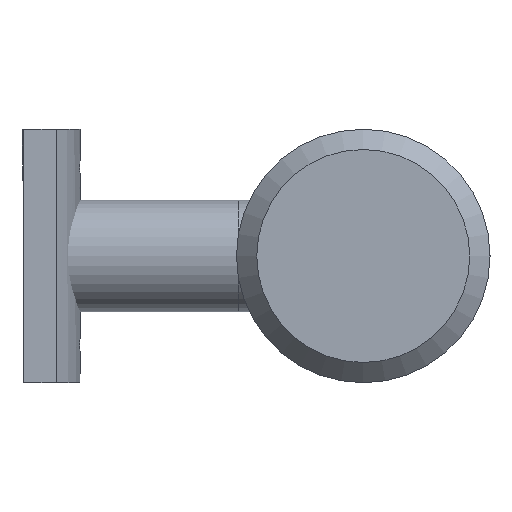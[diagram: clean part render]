
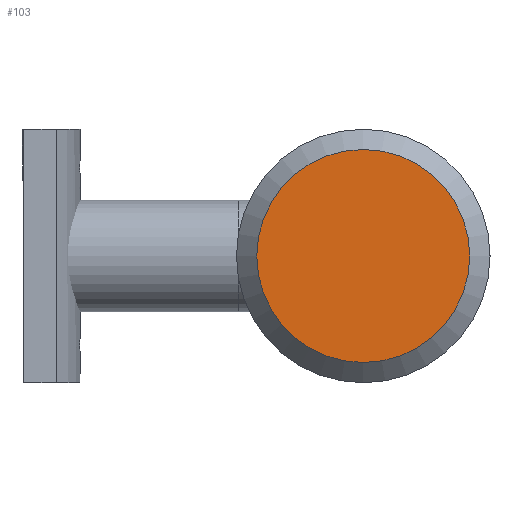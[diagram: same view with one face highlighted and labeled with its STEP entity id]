
A CAD part, left-side view. The second image highlights one B-rep face of the part: STEP entity #103.
In plain terms, the highlighted planar face has unit normal (-1, 0, 0).
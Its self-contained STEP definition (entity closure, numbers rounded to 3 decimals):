
#80=PLANE('',#351);
#88=FACE_OUTER_BOUND('',#173,.T.);
#103=ADVANCED_FACE('',(#88),#80,.T.);
#173=EDGE_LOOP('',(#212));
#212=ORIENTED_EDGE('',*,*,#294,.T.);
#268=VERTEX_POINT('',#492);
#294=EDGE_CURVE('',#268,#268,#325,.T.);
#325=CIRCLE('',#350,21.);
#350=AXIS2_PLACEMENT_3D('',#491,#409,#410);
#351=AXIS2_PLACEMENT_3D('',#493,#411,#412);
#409=DIRECTION('',(-1.,0.,0.));
#410=DIRECTION('',(0.,0.,1.));
#411=DIRECTION('',(-1.,0.,0.));
#412=DIRECTION('',(0.,0.,1.));
#491=CARTESIAN_POINT('',(-30.,0.,0.));
#492=CARTESIAN_POINT('',(-30.,0.,21.));
#493=CARTESIAN_POINT('',(-30.,0.,0.));
